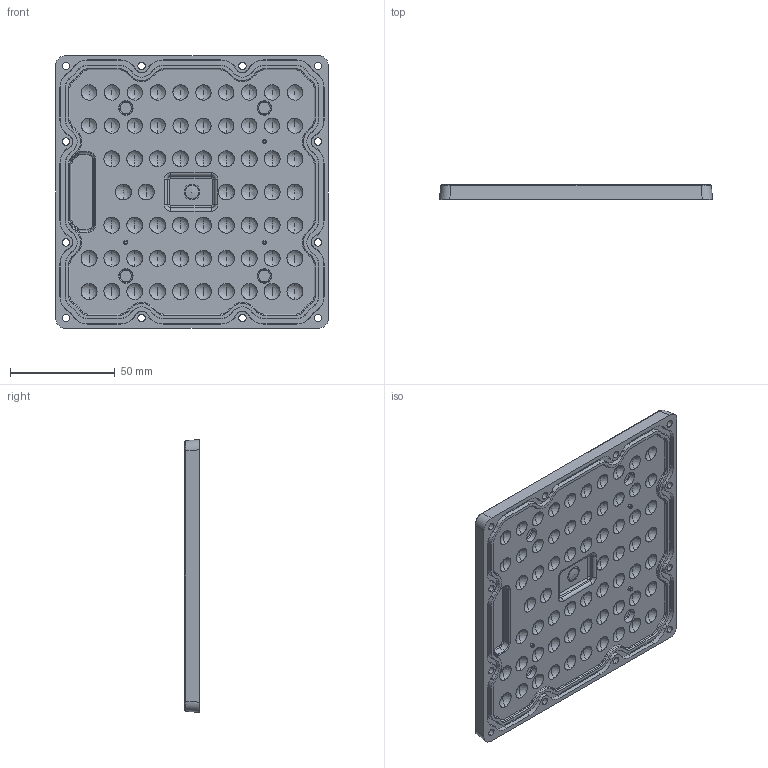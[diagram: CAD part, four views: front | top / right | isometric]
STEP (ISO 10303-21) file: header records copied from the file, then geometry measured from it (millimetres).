
FILE_DESCRIPTION(/* description */ (''),/* implementation_level */ '2;1');
FILE_NAME(/* name */ 'JY-BAA6460P-130130.stp',/* time_stamp */ '2018-04-21T09:08:29+08:00',/* author */ (''),/* organization */ (''),/* preprocessor_version */ 'ST-DEVELOPER v16',/* originating_system */ 'SIEMENS PLM Software NX 10.0',/* authorisation */ '');
FILE_SCHEMA (('AP203_CONFIGURATION_CONTROLLED_3D_DESIGN_OF_MECHANICAL_PARTS_AND_ASSEMBLIES_MIM_LF { 1 0 10303 403 2 1 2}'));
Products named in the file (1): Admi2894E7EChj7k
Bounding box: 130 x 7.05 x 130 mm (x, y, z)
Volume: 48715.8 mm3; surface area: 47784.6 mm2
Topology: 1 solids, 1 shells, 1099 faces, 2838 edges, 1647 vertices
Faces by surface type: bspline 438, cone 215, torus 168, plane 144, cylinder 120, extrusion 12, sphere 2
Entity records: 79666 total; most frequent: CARTESIAN_POINT 57011, ORIENTED_EDGE 5014, DIRECTION 3893, EDGE_CURVE 2507, VERTEX_POINT 1617, AXIS2_PLACEMENT_3D 1606, EDGE_LOOP 1330, ADVANCED_FACE 1099
